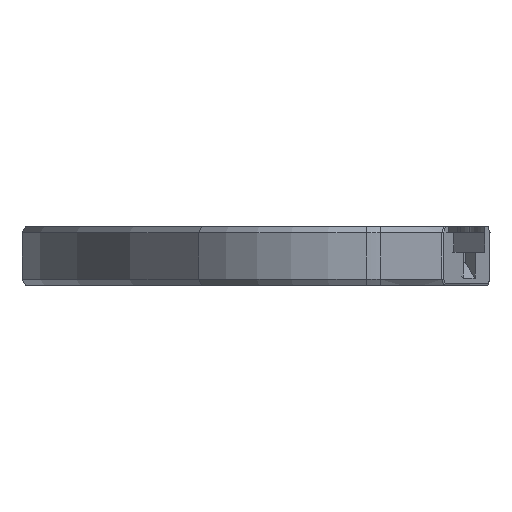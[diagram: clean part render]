
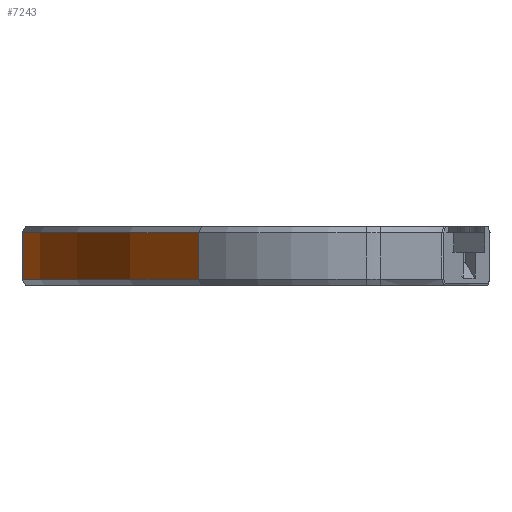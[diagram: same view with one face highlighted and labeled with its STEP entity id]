
A CAD part, left-side view. The second image highlights one B-rep face of the part: STEP entity #7243.
In plain terms, the highlighted cylindrical face has radius 199.743 mm (diameter 399.487 mm), a partial arc.
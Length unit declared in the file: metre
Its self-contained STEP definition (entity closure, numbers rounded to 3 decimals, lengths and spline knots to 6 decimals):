
#182=CYLINDRICAL_SURFACE('',#7963,0.199743);
#570=CIRCLE('',#7964,0.199743);
#571=CIRCLE('',#7965,0.199743);
#1985=ORIENTED_EDGE('',*,*,#3768,.T.);
#1986=ORIENTED_EDGE('',*,*,#3770,.T.);
#1987=ORIENTED_EDGE('',*,*,#3771,.F.);
#1988=ORIENTED_EDGE('',*,*,#3772,.T.);
#3768=EDGE_CURVE('',#4693,#4692,#5262,.T.);
#3770=EDGE_CURVE('',#4692,#4694,#570,.T.);
#3771=EDGE_CURVE('',#4695,#4694,#5263,.T.);
#3772=EDGE_CURVE('',#4695,#4693,#571,.F.);
#4692=VERTEX_POINT('',#12133);
#4693=VERTEX_POINT('',#12135);
#4694=VERTEX_POINT('',#12139);
#4695=VERTEX_POINT('',#12141);
#5262=LINE('',#12134,#5849);
#5263=LINE('',#12140,#5850);
#5849=VECTOR('',#9653,1.);
#5850=VECTOR('',#9660,1.);
#6262=EDGE_LOOP('',(#1985,#1986,#1987,#1988));
#6679=FACE_BOUND('',#6262,.T.);
#7243=ADVANCED_FACE('',(#6679),#182,.T.);
#7963=AXIS2_PLACEMENT_3D('',#12137,#9656,#9657);
#7964=AXIS2_PLACEMENT_3D('',#12138,#9658,#9659);
#7965=AXIS2_PLACEMENT_3D('',#12142,#9661,#9662);
#9653=DIRECTION('',(0.,0.,1.));
#9656=DIRECTION('',(0.,0.,1.));
#9657=DIRECTION('',(0.,-1.,0.));
#9658=DIRECTION('',(0.,0.,-1.));
#9659=DIRECTION('',(1.,0.,0.));
#9660=DIRECTION('',(0.,0.,1.));
#9661=DIRECTION('',(0.,0.,-1.));
#9662=DIRECTION('',(1.,0.,0.));
#12133=CARTESIAN_POINT('',(-0.128637,0.004642,0.0091));
#12134=CARTESIAN_POINT('',(-0.128637,0.004642,-0.0047));
#12135=CARTESIAN_POINT('',(-0.128637,0.004642,-0.0031));
#12137=CARTESIAN_POINT('',(0.,-0.148164,-0.0047));
#12138=CARTESIAN_POINT('',(0.,-0.148164,0.0091));
#12139=CARTESIAN_POINT('',(0.128637,0.004642,0.0091));
#12140=CARTESIAN_POINT('',(0.128637,0.004642,-0.0047));
#12141=CARTESIAN_POINT('',(0.128637,0.004642,-0.0031));
#12142=CARTESIAN_POINT('',(0.,-0.148164,-0.0031));
